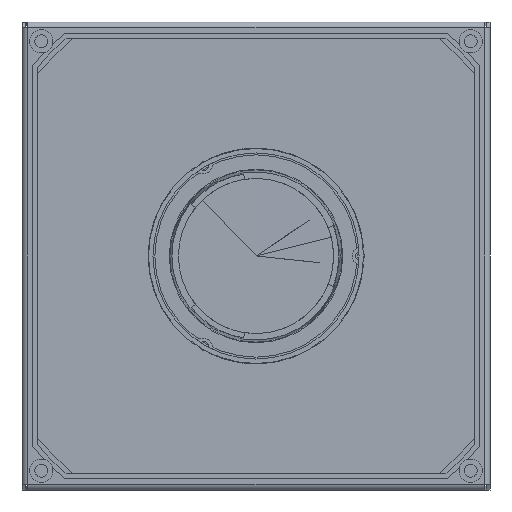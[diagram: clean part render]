
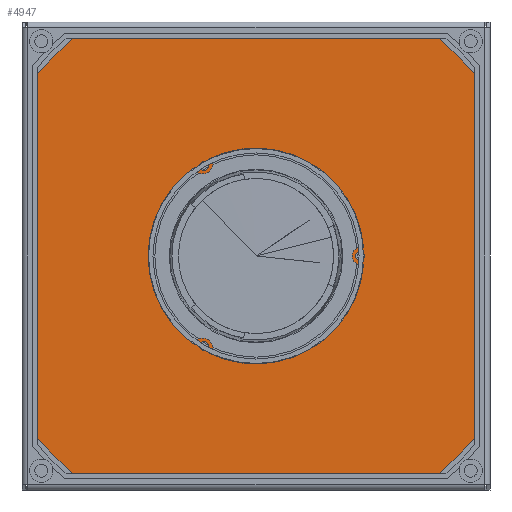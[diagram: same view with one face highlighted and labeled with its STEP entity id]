
A CAD part, front view. The second image highlights one B-rep face of the part: STEP entity #4947.
In plain terms, the highlighted planar face has unit normal (0, -1, 0).
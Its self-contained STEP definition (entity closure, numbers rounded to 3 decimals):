
#4026=DIRECTION('',(1.,0.,0.));
#4027=VECTOR('',#4026,231.);
#4028=CARTESIAN_POINT('',(-115.5,0.,-115.5));
#4029=LINE('',#4028,#4027);
#4034=CARTESIAN_POINT('',(-27.,0.,-46.765));
#4035=DIRECTION('',(0.,-1.,0.));
#4036=DIRECTION('',(1.,0.,0.));
#4037=AXIS2_PLACEMENT_3D('',#4034,#4035,#4036);
#4039=CARTESIAN_POINT('',(-27.,0.,-46.765));
#4040=DIRECTION('',(0.,-1.,0.));
#4041=DIRECTION('',(-1.,0.,0.));
#4042=AXIS2_PLACEMENT_3D('',#4039,#4040,#4041);
#4044=CARTESIAN_POINT('',(54.,0.,0.));
#4045=DIRECTION('',(0.,-1.,0.));
#4046=DIRECTION('',(1.,0.,0.));
#4047=AXIS2_PLACEMENT_3D('',#4044,#4045,#4046);
#4049=CARTESIAN_POINT('',(54.,0.,0.));
#4050=DIRECTION('',(0.,-1.,0.));
#4051=DIRECTION('',(-1.,0.,0.));
#4052=AXIS2_PLACEMENT_3D('',#4049,#4050,#4051);
#4054=CARTESIAN_POINT('',(-27.,0.,46.765));
#4055=DIRECTION('',(0.,-1.,0.));
#4056=DIRECTION('',(1.,0.,0.));
#4057=AXIS2_PLACEMENT_3D('',#4054,#4055,#4056);
#4059=CARTESIAN_POINT('',(-27.,0.,46.765));
#4060=DIRECTION('',(0.,-1.,0.));
#4061=DIRECTION('',(-1.,0.,0.));
#4062=AXIS2_PLACEMENT_3D('',#4059,#4060,#4061);
#4064=CARTESIAN_POINT('',(0.,0.,0.));
#4065=DIRECTION('',(0.,-1.,0.));
#4066=DIRECTION('',(-0.429,0.,-0.903));
#4067=AXIS2_PLACEMENT_3D('',#4064,#4065,#4066);
#4069=CARTESIAN_POINT('',(55.,0.,0.));
#4070=DIRECTION('',(0.,1.,0.));
#4071=DIRECTION('',(-0.436,0.,-0.9));
#4072=AXIS2_PLACEMENT_3D('',#4069,#4070,#4071);
#4074=CARTESIAN_POINT('',(0.,0.,0.));
#4075=DIRECTION('',(0.,-1.,0.));
#4076=DIRECTION('',(0.997,0.,0.08));
#4077=AXIS2_PLACEMENT_3D('',#4074,#4075,#4076);
#4079=DIRECTION('',(0.5,0.,-0.866));
#4080=VECTOR('',#4079,2.998);
#4081=CARTESIAN_POINT('',(-24.012,0.,50.591));
#4082=LINE('',#4081,#4080);
#4083=CARTESIAN_POINT('',(-27.5,0.,47.631));
#4084=DIRECTION('',(0.,1.,0.));
#4085=DIRECTION('',(0.997,0.,0.073));
#4086=AXIS2_PLACEMENT_3D('',#4083,#4084,#4085);
#4088=DIRECTION('',(-0.5,0.,0.866));
#4089=VECTOR('',#4088,2.998);
#4090=CARTESIAN_POINT('',(-30.307,0.,43.494));
#4091=LINE('',#4090,#4089);
#4092=CARTESIAN_POINT('',(0.,0.,0.));
#4093=DIRECTION('',(0.,-1.,0.));
#4094=DIRECTION('',(-0.568,0.,0.823));
#4095=AXIS2_PLACEMENT_3D('',#4092,#4093,#4094);
#4097=DIRECTION('',(0.5,0.,0.866));
#4098=VECTOR('',#4097,2.998);
#4099=CARTESIAN_POINT('',(-31.807,0.,-46.091));
#4100=LINE('',#4099,#4098);
#4101=CARTESIAN_POINT('',(-27.5,0.,-47.631));
#4102=DIRECTION('',(0.,1.,0.));
#4103=DIRECTION('',(-0.561,0.,0.827));
#4104=AXIS2_PLACEMENT_3D('',#4101,#4102,#4103);
#4106=DIRECTION('',(-0.5,0.,-0.866));
#4107=VECTOR('',#4106,2.998);
#4108=CARTESIAN_POINT('',(-22.513,0.,-47.994));
#4109=LINE('',#4108,#4107);
#4114=DIRECTION('',(-1.,0.,0.));
#4115=VECTOR('',#4114,231.);
#4116=CARTESIAN_POINT('',(115.5,0.,115.5));
#4117=LINE('',#4116,#4115);
#4310=DIRECTION('',(0.,0.,1.));
#4311=VECTOR('',#4310,231.);
#4312=CARTESIAN_POINT('',(115.5,0.,-115.5));
#4313=LINE('',#4312,#4311);
#4474=DIRECTION('',(0.,0.,-1.));
#4475=VECTOR('',#4474,231.);
#4476=CARTESIAN_POINT('',(-115.5,0.,115.5));
#4477=LINE('',#4476,#4475);
#4630=DIRECTION('',(-1.,0.,0.));
#4631=VECTOR('',#4630,2.998);
#4632=CARTESIAN_POINT('',(55.819,0.,4.5));
#4633=LINE('',#4632,#4631);
#4642=DIRECTION('',(1.,0.,0.));
#4643=VECTOR('',#4642,2.998);
#4644=CARTESIAN_POINT('',(52.821,0.,-4.5));
#4645=LINE('',#4644,#4643);
#4682=CARTESIAN_POINT('',(-115.5,0.,-115.5));
#4683=CARTESIAN_POINT('',(115.5,0.,-115.5));
#4684=VERTEX_POINT('',#4682);
#4685=VERTEX_POINT('',#4683);
#4686=CARTESIAN_POINT('',(115.5,0.,115.5));
#4687=CARTESIAN_POINT('',(-115.5,0.,115.5));
#4688=VERTEX_POINT('',#4686);
#4689=VERTEX_POINT('',#4687);
#4690=CARTESIAN_POINT('',(-24.75,0.,-46.765));
#4691=CARTESIAN_POINT('',(-29.25,0.,-46.765));
#4692=VERTEX_POINT('',#4690);
#4693=VERTEX_POINT('',#4691);
#4694=CARTESIAN_POINT('',(56.25,0.,0.));
#4695=CARTESIAN_POINT('',(51.75,0.,0.));
#4696=VERTEX_POINT('',#4694);
#4697=VERTEX_POINT('',#4695);
#4698=CARTESIAN_POINT('',(-24.75,0.,46.765));
#4699=CARTESIAN_POINT('',(-29.25,0.,46.765));
#4700=VERTEX_POINT('',#4698);
#4701=VERTEX_POINT('',#4699);
#4702=CARTESIAN_POINT('',(-24.012,0.,-50.591));
#4703=CARTESIAN_POINT('',(55.819,0.,-4.5));
#4704=VERTEX_POINT('',#4702);
#4705=VERTEX_POINT('',#4703);
#4706=CARTESIAN_POINT('',(52.821,0.,-4.5));
#4707=VERTEX_POINT('',#4706);
#4708=CARTESIAN_POINT('',(52.821,0.,4.5));
#4709=VERTEX_POINT('',#4708);
#4710=CARTESIAN_POINT('',(55.819,0.,4.5));
#4711=VERTEX_POINT('',#4710);
#4712=CARTESIAN_POINT('',(-24.012,0.,50.591));
#4713=VERTEX_POINT('',#4712);
#4714=CARTESIAN_POINT('',(-22.513,0.,47.994));
#4715=VERTEX_POINT('',#4714);
#4716=CARTESIAN_POINT('',(-30.307,0.,43.494));
#4717=VERTEX_POINT('',#4716);
#4718=CARTESIAN_POINT('',(-31.807,0.,46.091));
#4719=VERTEX_POINT('',#4718);
#4720=CARTESIAN_POINT('',(-31.807,0.,-46.091));
#4721=VERTEX_POINT('',#4720);
#4722=CARTESIAN_POINT('',(-30.307,0.,-43.494));
#4723=VERTEX_POINT('',#4722);
#4724=CARTESIAN_POINT('',(-22.513,0.,-47.994));
#4725=VERTEX_POINT('',#4724);
#4889=CARTESIAN_POINT('',(0.,0.,0.));
#4890=DIRECTION('',(0.,1.,0.));
#4891=DIRECTION('',(1.,0.,0.));
#4892=AXIS2_PLACEMENT_3D('',#4889,#4890,#4891);
#4893=PLANE('',#4892);
#4895=ORIENTED_EDGE('',*,*,#4894,.F.);
#4897=ORIENTED_EDGE('',*,*,#4896,.F.);
#4898=ORIENTED_EDGE('',*,*,#4879,.F.);
#4900=ORIENTED_EDGE('',*,*,#4899,.F.);
#4901=EDGE_LOOP('',(#4895,#4897,#4898,#4900));
#4902=FACE_OUTER_BOUND('',#4901,.F.);
#4904=ORIENTED_EDGE('',*,*,#4903,.T.);
#4906=ORIENTED_EDGE('',*,*,#4905,.T.);
#4907=EDGE_LOOP('',(#4904,#4906));
#4908=FACE_BOUND('',#4907,.F.);
#4910=ORIENTED_EDGE('',*,*,#4909,.T.);
#4912=ORIENTED_EDGE('',*,*,#4911,.T.);
#4913=EDGE_LOOP('',(#4910,#4912));
#4914=FACE_BOUND('',#4913,.F.);
#4916=ORIENTED_EDGE('',*,*,#4915,.T.);
#4918=ORIENTED_EDGE('',*,*,#4917,.T.);
#4919=EDGE_LOOP('',(#4916,#4918));
#4920=FACE_BOUND('',#4919,.F.);
#4922=ORIENTED_EDGE('',*,*,#4921,.T.);
#4924=ORIENTED_EDGE('',*,*,#4923,.F.);
#4926=ORIENTED_EDGE('',*,*,#4925,.T.);
#4928=ORIENTED_EDGE('',*,*,#4927,.F.);
#4930=ORIENTED_EDGE('',*,*,#4929,.T.);
#4932=ORIENTED_EDGE('',*,*,#4931,.T.);
#4934=ORIENTED_EDGE('',*,*,#4933,.T.);
#4936=ORIENTED_EDGE('',*,*,#4935,.T.);
#4938=ORIENTED_EDGE('',*,*,#4937,.T.);
#4940=ORIENTED_EDGE('',*,*,#4939,.T.);
#4942=ORIENTED_EDGE('',*,*,#4941,.T.);
#4944=ORIENTED_EDGE('',*,*,#4943,.T.);
#4945=EDGE_LOOP('',(#4922,#4924,#4926,#4928,#4930,#4932,#4934,#4936,#4938,#4940,
#4942,#4944));
#4946=FACE_BOUND('',#4945,.F.);
#4038=CIRCLE('',#4037,2.25);
#4043=CIRCLE('',#4042,2.25);
#4048=CIRCLE('',#4047,2.25);
#4053=CIRCLE('',#4052,2.25);
#4058=CIRCLE('',#4057,2.25);
#4063=CIRCLE('',#4062,2.25);
#4068=CIRCLE('',#4067,56.);
#4073=CIRCLE('',#4072,5.);
#4078=CIRCLE('',#4077,56.);
#4087=CIRCLE('',#4086,5.);
#4096=CIRCLE('',#4095,56.);
#4105=CIRCLE('',#4104,5.);
#4879=EDGE_CURVE('',#4684,#4685,#4029,.T.);
#4894=EDGE_CURVE('',#4688,#4689,#4117,.T.);
#4896=EDGE_CURVE('',#4685,#4688,#4313,.T.);
#4899=EDGE_CURVE('',#4689,#4684,#4477,.T.);
#4903=EDGE_CURVE('',#4692,#4693,#4038,.T.);
#4905=EDGE_CURVE('',#4693,#4692,#4043,.T.);
#4909=EDGE_CURVE('',#4696,#4697,#4048,.T.);
#4911=EDGE_CURVE('',#4697,#4696,#4053,.T.);
#4915=EDGE_CURVE('',#4700,#4701,#4058,.T.);
#4917=EDGE_CURVE('',#4701,#4700,#4063,.T.);
#4921=EDGE_CURVE('',#4704,#4705,#4068,.T.);
#4923=EDGE_CURVE('',#4707,#4705,#4645,.T.);
#4925=EDGE_CURVE('',#4707,#4709,#4073,.T.);
#4927=EDGE_CURVE('',#4711,#4709,#4633,.T.);
#4929=EDGE_CURVE('',#4711,#4713,#4078,.T.);
#4931=EDGE_CURVE('',#4713,#4715,#4082,.T.);
#4933=EDGE_CURVE('',#4715,#4717,#4087,.T.);
#4935=EDGE_CURVE('',#4717,#4719,#4091,.T.);
#4937=EDGE_CURVE('',#4719,#4721,#4096,.T.);
#4939=EDGE_CURVE('',#4721,#4723,#4100,.T.);
#4941=EDGE_CURVE('',#4723,#4725,#4105,.T.);
#4943=EDGE_CURVE('',#4725,#4704,#4109,.T.);
#4947=ADVANCED_FACE('',(#4902,#4908,#4914,#4920,#4946),#4893,.F.);
